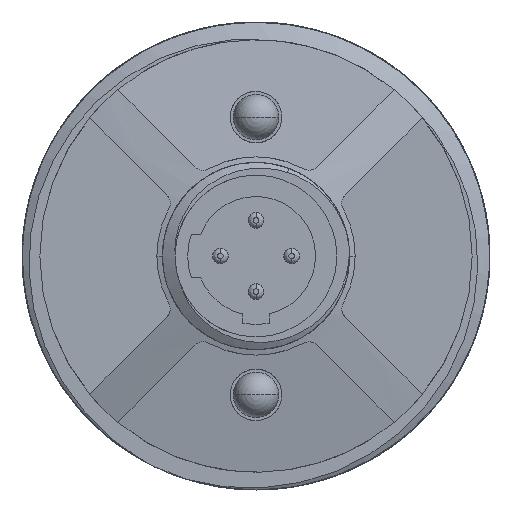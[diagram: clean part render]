
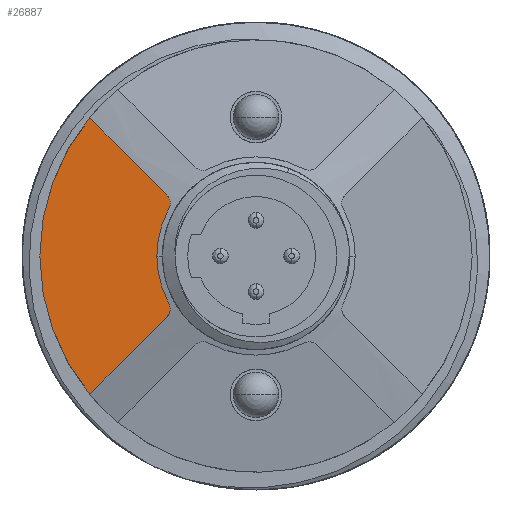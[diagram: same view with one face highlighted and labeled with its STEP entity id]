
A CAD part, left-side view. The second image highlights one B-rep face of the part: STEP entity #26887.
In plain terms, the highlighted planar face has unit normal (-1, 0, 0).
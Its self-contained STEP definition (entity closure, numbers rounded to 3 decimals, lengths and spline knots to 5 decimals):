
#3523=CARTESIAN_POINT('',(-1.82,0.24631,-0.13317));
#3524=DIRECTION('',(1.,0.,0.));
#3525=DIRECTION('',(0.,-0.88,0.476));
#3526=AXIS2_PLACEMENT_3D('',#3523,#3524,#3525);
#3545=CARTESIAN_POINT('',(-1.82,0.,0.));
#3546=DIRECTION('',(-1.,0.,0.));
#3547=DIRECTION('',(0.,1.,0.));
#3548=AXIS2_PLACEMENT_3D('',#3545,#3546,#3547);
#3550=CARTESIAN_POINT('',(-1.82,0.,0.));
#3551=DIRECTION('',(-1.,0.,0.));
#3552=DIRECTION('',(0.,0.769,0.639));
#3553=AXIS2_PLACEMENT_3D('',#3550,#3551,#3552);
#3555=DIRECTION('',(0.,0.707,0.707));
#3556=VECTOR('',#3555,0.27437);
#3557=CARTESIAN_POINT('',(-1.82,0.22509,0.15438));
#3558=LINE('',#3557,#3556);
#3559=CARTESIAN_POINT('',(-1.82,0.,0.));
#3560=DIRECTION('',(1.,0.,0.));
#3561=DIRECTION('',(0.,0.88,-0.476));
#3562=AXIS2_PLACEMENT_3D('',#3559,#3560,#3561);
#3564=DIRECTION('',(0.,-0.707,0.707));
#3565=VECTOR('',#3564,0.27437);
#3566=CARTESIAN_POINT('',(-1.82,0.4191,-0.34839));
#3567=LINE('',#3566,#3565);
#23701=CARTESIAN_POINT('',(-1.82,0.24631,0.13317));
#23702=DIRECTION('',(1.,0.,0.));
#23703=DIRECTION('',(0.,-0.707,0.707));
#23704=AXIS2_PLACEMENT_3D('',#23701,#23702,#23703);
#24204=CARTESIAN_POINT('',(-1.82,0.545,0.));
#24205=CARTESIAN_POINT('',(-1.82,0.4191,-0.34839));
#24206=VERTEX_POINT('',#24204);
#24207=VERTEX_POINT('',#24205);
#24208=CARTESIAN_POINT('',(-1.82,0.4191,0.34839));
#24209=VERTEX_POINT('',#24208);
#24365=CARTESIAN_POINT('',(-1.82,0.21992,-0.1189));
#24367=VERTEX_POINT('',#24365);
#24369=CARTESIAN_POINT('',(-1.82,0.22509,-0.15438));
#24371=VERTEX_POINT('',#24369);
#24389=CARTESIAN_POINT('',(-1.82,0.22509,0.15438));
#24391=VERTEX_POINT('',#24389);
#24393=CARTESIAN_POINT('',(-1.82,0.21992,0.1189));
#24395=VERTEX_POINT('',#24393);
#26869=CARTESIAN_POINT('',(-1.82,0.17325,-0.16025));
#26870=DIRECTION('',(-1.,0.,0.));
#26871=DIRECTION('',(0.,1.,0.));
#26872=AXIS2_PLACEMENT_3D('',#26869,#26870,#26871);
#26873=PLANE('',#26872);
#26875=ORIENTED_EDGE('',*,*,#26874,.F.);
#26877=ORIENTED_EDGE('',*,*,#26876,.F.);
#26879=ORIENTED_EDGE('',*,*,#26878,.F.);
#26881=ORIENTED_EDGE('',*,*,#26880,.T.);
#26882=ORIENTED_EDGE('',*,*,#26835,.F.);
#26883=ORIENTED_EDGE('',*,*,#26852,.T.);
#26884=ORIENTED_EDGE('',*,*,#26863,.F.);
#26885=EDGE_LOOP('',(#26875,#26877,#26879,#26881,#26882,#26883,#26884));
#26886=FACE_OUTER_BOUND('',#26885,.F.);
#26887=ADVANCED_FACE('',(#26886),#26873,.T.);
#3527=CIRCLE('',#3526,0.03);
#3549=CIRCLE('',#3548,0.545);
#3554=CIRCLE('',#3553,0.545);
#3563=CIRCLE('',#3562,0.25);
#23705=CIRCLE('',#23704,0.03);
#26835=EDGE_CURVE('',#24367,#24395,#3563,.T.);
#26852=EDGE_CURVE('',#24367,#24371,#3527,.T.);
#26863=EDGE_CURVE('',#24207,#24371,#3567,.T.);
#26874=EDGE_CURVE('',#24206,#24207,#3549,.T.);
#26876=EDGE_CURVE('',#24209,#24206,#3554,.T.);
#26878=EDGE_CURVE('',#24391,#24209,#3558,.T.);
#26880=EDGE_CURVE('',#24391,#24395,#23705,.T.);
